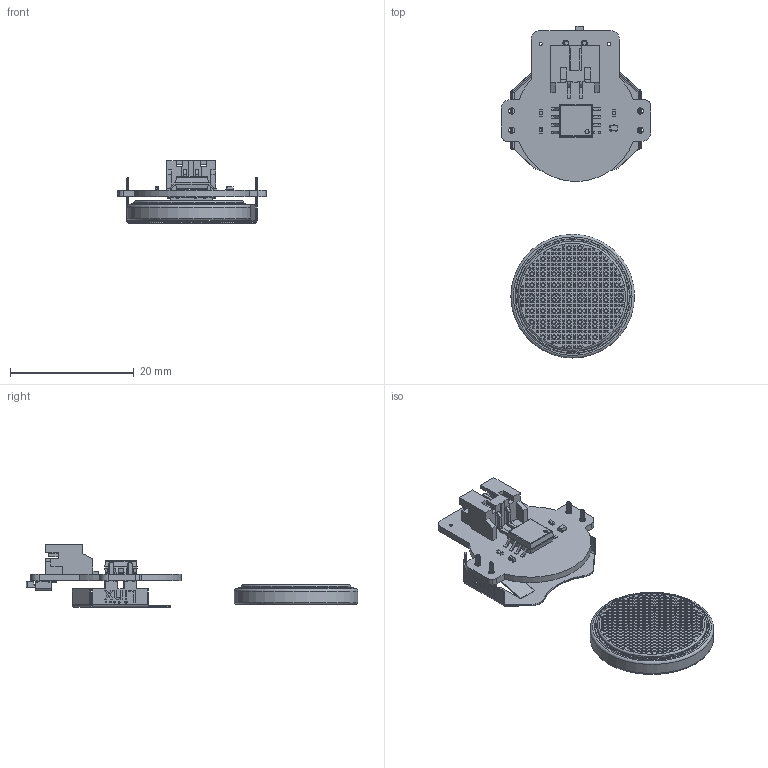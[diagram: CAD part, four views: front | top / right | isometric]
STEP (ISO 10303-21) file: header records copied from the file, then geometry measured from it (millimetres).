
FILE_DESCRIPTION(('Open CASCADE Model'),'2;1');
FILE_NAME('Open CASCADE Shape Model','2024-04-06T10:37:37',('Author'),( 'Open CASCADE'),'Open CASCADE STEP processor 6.8','Open CASCADE 6.8' ,'Unknown');
FILE_SCHEMA(('AUTOMOTIVE_DESIGN { 1 0 10303 214 1 1 1 1 }'));
Length unit declared in the file: millimetre
Products named in the file (34): PCB; Board; Open CASCADE STEP translator 6.8 1.1.1; Q1; 6120400864; Body; PinsArrayL; PinsArrayR; J?; 6120397824; temp_import.SLDPRT; U?; 6120406464; S?; 6120405504; R2; 6120406704; term1; term2; body; R1; C1; 6120408384; Fillet1; Fillet2; body2; IC1; 6120400304; PinsArrayLR; Free-Models; CR2032
Assembly tree (34 placements, depth 4):
  PCB
    Board
      Open CASCADE STEP translator 6.8 1.1.1
    Q1
      6120400864
        Body
        PinsArrayL
        PinsArrayR
    J?
      6120397824
        temp_import.SLDPRT
    U?
      6120406464
    S?
      6120405504
    R2
      6120406704
        term1
        term2
        body
    R1
      6120406704
        term1
        term2
        body
    C1
      6120408384
        Fillet1
        Fillet2
        body2
    IC1
      6120400304
        Body
        PinsArrayLR
    Free-Models
      CR2032
      CR2032
      CR2032
Bounding box: 24.14 x 53.71 x 10.18 mm (x, y, z)
Volume: 1680.1 mm3; surface area: 4130.5 mm2
Topology: 33 solids, 33 shells, 2094 faces, 5544 edges, 3545 vertices
Faces by surface type: plane 731, sphere 686, cylinder 426, bspline 165, torus 84, cone 2
Full cylindrical faces by diameter (mm): 0.1 x1, 0.508 x2, 0.661 x1, 0.856 x1, 0.867 x1, 0.95 x2, 1 x4, 17.7 x2, 18.6 x2, 20 x1
Entity records: 64947 total; most frequent: CARTESIAN_POINT 15725, ORIENTED_EDGE 9772, DIRECTION 9370, EDGE_CURVE 4886, VERTEX_POINT 3521, AXIS2_PLACEMENT_3D 3518, FACE_BOUND 2757, EDGE_LOOP 2757
